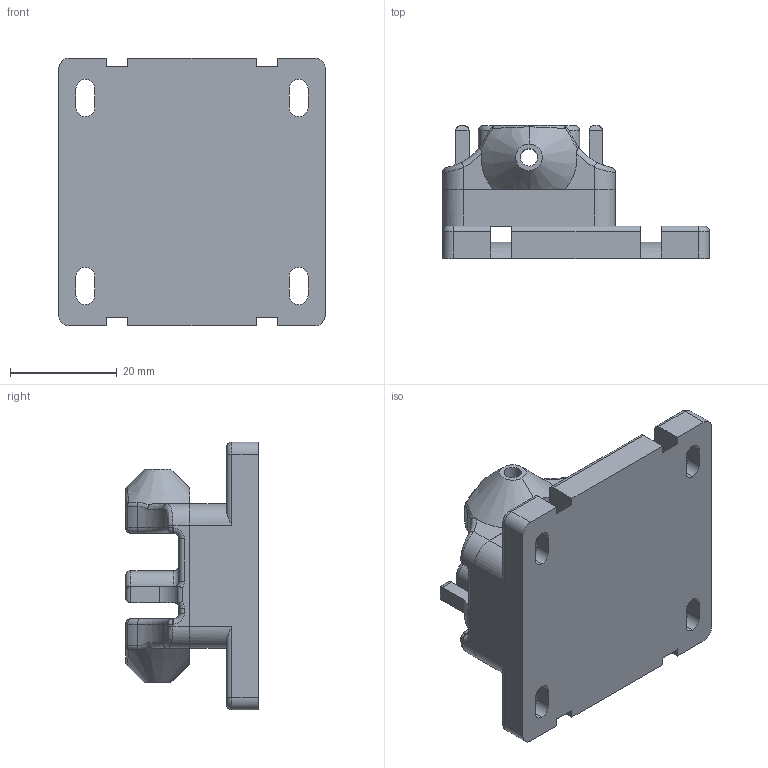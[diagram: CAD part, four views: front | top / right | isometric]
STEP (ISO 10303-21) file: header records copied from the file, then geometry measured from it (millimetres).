
FILE_DESCRIPTION (( 'STEP AP203' ), '1' );
FILE_NAME ('assembled_bushing.step', '2016-03-08T04:39:16', ( '' ), ( '' ), 'SwSTEP 2.0', 'SolidWorks 2015', '' );
FILE_SCHEMA (( 'CONFIG_CONTROL_DESIGN' ));
Length unit declared in the file: millimetre
Products named in the file (3): bushing_cover; rod_and_belt_carriage_Nohole; assembled_bushing
Assembly tree (2 placements, depth 2):
  assembled_bushing
    bushing_cover
    rod_and_belt_carriage_Nohole
Bounding box: 50 x 24.9 x 50.2 mm (x, y, z)
Volume: 24501.3 mm3; surface area: 12027.6 mm2
Topology: 2 solids, 2 shells, 266 faces, 684 edges, 412 vertices
Faces by surface type: cylinder 108, plane 90, torus 32, bspline 18, sphere 14, cone 4
Entity records: 9205 total; most frequent: CARTESIAN_POINT 2545, DIRECTION 1356, ORIENTED_EDGE 1348, EDGE_CURVE 674, AXIS2_PLACEMENT_3D 511, VERTEX_POINT 412, LINE 334, VECTOR 334
